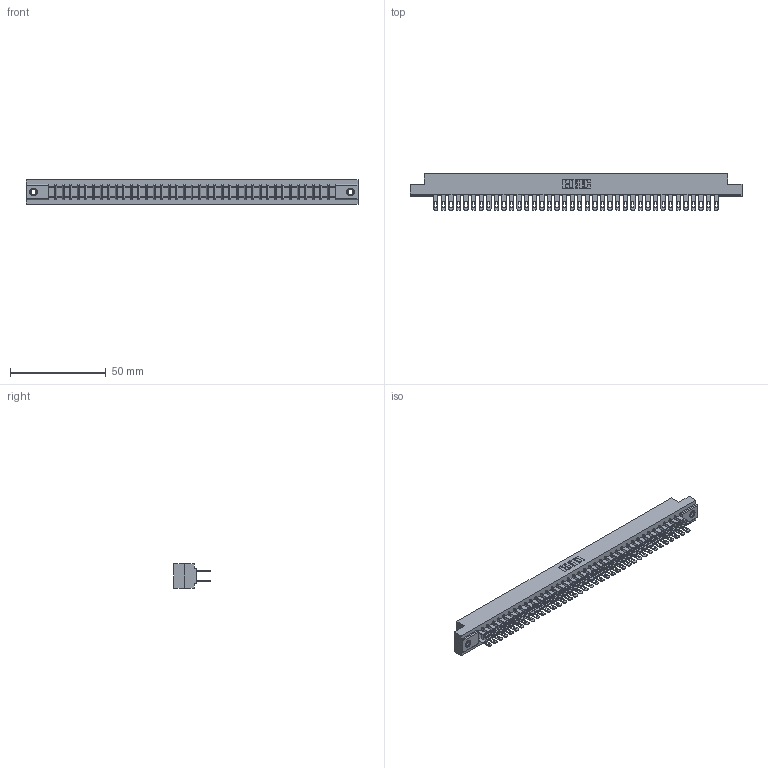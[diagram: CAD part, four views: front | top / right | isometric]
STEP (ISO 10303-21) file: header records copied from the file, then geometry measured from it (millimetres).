
FILE_DESCRIPTION (( 'STEP AP203' ), '1' );
FILE_NAME ('357-076-400-207.STEP', '2020-10-04T16:26:45', ( '' ), ( '' ), 'SwSTEP 2.0', 'SolidWorks 2020', '' );
FILE_SCHEMA (( 'CONFIG_CONTROL_DESIGN' ));
Length unit declared in the file: inch
Products named in the file (4): 307 Part_.156 Dia Mounting Holes; 345-250-001_345-250-005-103; 307-290-001_500; 357-076-400-207
Assembly tree (79 placements, depth 2):
  357-076-400-207
    307 Part_.156 Dia Mounting Holes
    307-290-001_500  x76
    345-250-001_345-250-005-103  x2
Bounding box: 173.58 x 19.18 x 12.7 mm (x, y, z)
Volume: 18634.5 mm3; surface area: 23962.4 mm2
Topology: 79 solids, 79 shells, 3713 faces, 10339 edges, 6678 vertices
Faces by surface type: plane 2382, cylinder 1237, sphere 78, cone 12, torus 4
Entity records: 35445 total; most frequent: CARTESIAN_POINT 5781, ORIENTED_EDGE 5722, DIRECTION 5675, EDGE_CURVE 2861, VECTOR 2191, LINE 2191, VERTEX_POINT 1848, AXIS2_PLACEMENT_3D 1742
